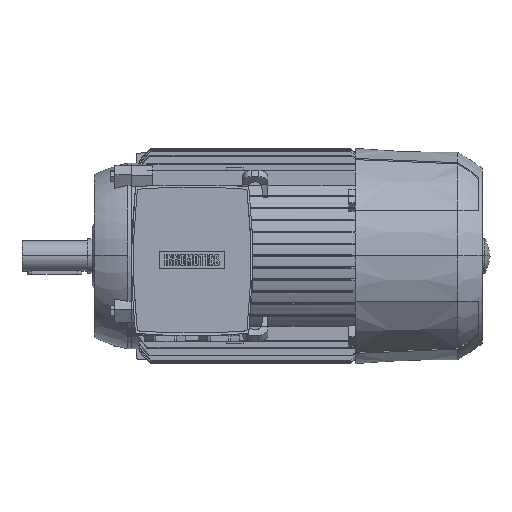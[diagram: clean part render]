
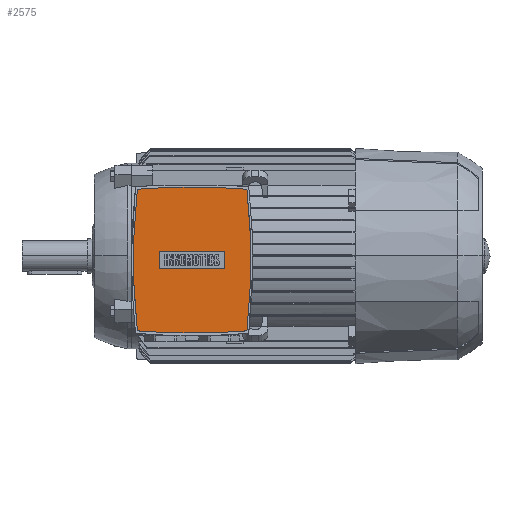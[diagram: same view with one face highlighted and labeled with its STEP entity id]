
A CAD part, top view. The second image highlights one B-rep face of the part: STEP entity #2575.
In plain terms, the highlighted planar face has unit normal (0, 0, 1).
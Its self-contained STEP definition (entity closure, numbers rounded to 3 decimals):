
#2575=ADVANCED_FACE('',(#5481,#5482),#5483,.T.);
#5481=FACE_BOUND('',#8725,.T.);
#5482=FACE_OUTER_BOUND('',#8726,.T.);
#5483=PLANE('',#8727);
#8725=EDGE_LOOP('',(#16851,#16852,#16853,#16854));
#8726=EDGE_LOOP('',(#16855,#16856,#16857,#16858,#16859,#16860));
#8727=AXIS2_PLACEMENT_3D('',#16861,#16862,#16863);
#16851=ORIENTED_EDGE('',*,*,#22910,.T.);
#16852=ORIENTED_EDGE('',*,*,#22914,.T.);
#16853=ORIENTED_EDGE('',*,*,#22917,.T.);
#16854=ORIENTED_EDGE('',*,*,#22919,.T.);
#16855=ORIENTED_EDGE('',*,*,#22995,.T.);
#16856=ORIENTED_EDGE('',*,*,#22997,.T.);
#16857=ORIENTED_EDGE('',*,*,#20116,.T.);
#16858=ORIENTED_EDGE('',*,*,#22989,.T.);
#16859=ORIENTED_EDGE('',*,*,#20127,.T.);
#16860=ORIENTED_EDGE('',*,*,#22986,.T.);
#16861=CARTESIAN_POINT('',(56.0,-4.0,166.0));
#16862=DIRECTION('',(0.0,0.0,1.0));
#16863=DIRECTION('',(0.0,-1.0,0.0));
#20116=EDGE_CURVE('',#24317,#24321,#24323,.T.);
#20127=EDGE_CURVE('',#24343,#24340,#24344,.T.);
#22910=EDGE_CURVE('',#28550,#28548,#28551,.T.);
#22914=EDGE_CURVE('',#28548,#28554,#28556,.T.);
#22917=EDGE_CURVE('',#28554,#28558,#28560,.T.);
#22919=EDGE_CURVE('',#28558,#28550,#28562,.T.);
#22986=EDGE_CURVE('',#24340,#28657,#28659,.T.);
#22989=EDGE_CURVE('',#24321,#24343,#28662,.T.);
#22995=EDGE_CURVE('',#28657,#28667,#28669,.T.);
#22997=EDGE_CURVE('',#28667,#24317,#28671,.T.);
#24317=VERTEX_POINT('',#31257);
#24321=VERTEX_POINT('',#31262);
#24323=CIRCLE('',#31265,692.16);
#24340=VERTEX_POINT('',#31307);
#24343=VERTEX_POINT('',#31311);
#24344=CIRCLE('',#31312,692.16);
#28548=VERTEX_POINT('',#41224);
#28550=VERTEX_POINT('',#41227);
#28551=LINE('',#41228,#41229);
#28554=VERTEX_POINT('',#41233);
#28556=LINE('',#41236,#41237);
#28558=VERTEX_POINT('',#41239);
#28560=LINE('',#41242,#41243);
#28562=LINE('',#41245,#41246);
#28657=VERTEX_POINT('',#41384);
#28659=CIRCLE('',#41387,692.16);
#28662=CIRCLE('',#41390,594.0);
#28667=VERTEX_POINT('',#41396);
#28669=CIRCLE('',#41399,594.0);
#28671=CIRCLE('',#41401,692.16);
#31257=CARTESIAN_POINT('',(56.,-71.0,166.0));
#31262=CARTESIAN_POINT('',(106.415,-69.162,166.0));
#31265=AXIS2_PLACEMENT_3D('',#44244,#44245,#44246);
#31307=CARTESIAN_POINT('',(56.,63.0,166.0));
#31311=CARTESIAN_POINT('',(106.415,61.162,166.0));
#31312=AXIS2_PLACEMENT_3D('',#44260,#44261,#44262);
#41224=CARTESIAN_POINT('',(26.0,-12.05,166.0));
#41227=CARTESIAN_POINT('',(86.0,-12.05,166.0));
#41228=CARTESIAN_POINT('',(56.0,-12.05,166.0));
#41229=VECTOR('',#47090,1.0);
#41233=CARTESIAN_POINT('',(26.0,4.05,166.0));
#41236=CARTESIAN_POINT('',(26.0,-4.0,166.0));
#41237=VECTOR('',#47093,1.0);
#41239=CARTESIAN_POINT('',(86.0,4.05,166.0));
#41242=CARTESIAN_POINT('',(56.0,4.05,166.0));
#41243=VECTOR('',#47095,1.0);
#41245=CARTESIAN_POINT('',(86.0,-4.0,166.0));
#41246=VECTOR('',#47096,1.0);
#41384=CARTESIAN_POINT('',(5.585,61.162,166.0));
#41387=AXIS2_PLACEMENT_3D('',#47195,#47196,#47197);
#41390=AXIS2_PLACEMENT_3D('',#47198,#47199,#47200);
#41396=CARTESIAN_POINT('',(5.585,-69.162,166.0));
#41399=AXIS2_PLACEMENT_3D('',#47203,#47204,#47205);
#41401=AXIS2_PLACEMENT_3D('',#47206,#47207,#47208);
#44244=CARTESIAN_POINT('',(56.0,621.16,166.0));
#44245=DIRECTION('',(0.0,-0.0,1.0));
#44246=DIRECTION('',(0.0,1.0,0.0));
#44260=CARTESIAN_POINT('',(56.0,-629.16,166.0));
#44261=DIRECTION('',(0.0,-0.0,1.0));
#44262=DIRECTION('',(0.0,1.0,0.0));
#47090=DIRECTION('',(-1.0,0.0,0.0));
#47093=DIRECTION('',(0.0,1.0,0.0));
#47095=DIRECTION('',(1.0,0.0,-0.0));
#47096=DIRECTION('',(0.0,-1.0,0.0));
#47195=CARTESIAN_POINT('',(56.0,-629.16,166.0));
#47196=DIRECTION('',(0.0,-0.0,1.0));
#47197=DIRECTION('',(0.0,1.0,0.0));
#47198=CARTESIAN_POINT('',(-484.0,-4.0,166.0));
#47199=DIRECTION('',(0.0,-0.0,1.0));
#47200=DIRECTION('',(0.0,1.0,0.0));
#47203=CARTESIAN_POINT('',(596.0,-4.0,166.0));
#47204=DIRECTION('',(0.0,-0.0,1.0));
#47205=DIRECTION('',(0.0,1.0,0.0));
#47206=CARTESIAN_POINT('',(56.0,621.16,166.0));
#47207=DIRECTION('',(0.0,-0.0,1.0));
#47208=DIRECTION('',(0.0,1.0,0.0));
